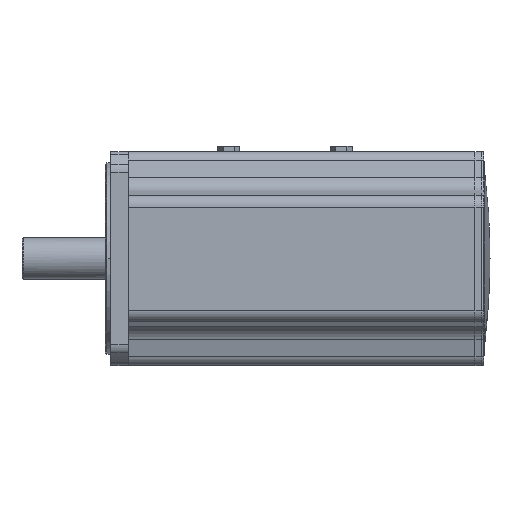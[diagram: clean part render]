
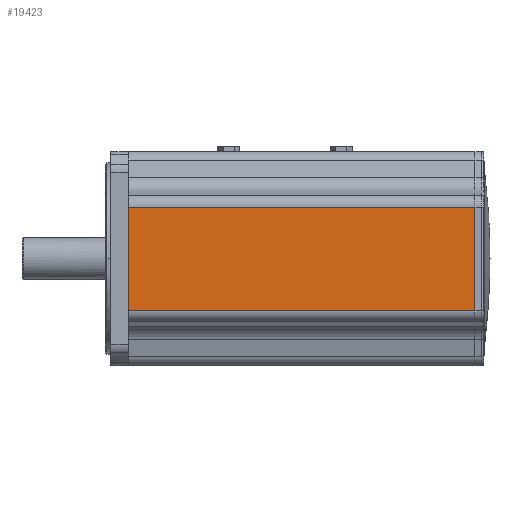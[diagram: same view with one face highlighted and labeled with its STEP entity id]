
A CAD part, front view. The second image highlights one B-rep face of the part: STEP entity #19423.
In plain terms, the highlighted planar face has unit normal (0, -1, 0).
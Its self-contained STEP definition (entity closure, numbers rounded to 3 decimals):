
#18705=DIRECTION('',(-1.,0.,0.));
#18706=VECTOR('',#18705,235.);
#18707=CARTESIAN_POINT('',(307.,-72.5,-34.941));
#18708=LINE('',#18707,#18706);
#18709=DIRECTION('',(0.,0.,1.));
#18710=VECTOR('',#18709,69.883);
#18711=CARTESIAN_POINT('',(72.,-72.5,-34.941));
#18712=LINE('',#18711,#18710);
#18713=DIRECTION('',(-1.,0.,0.));
#18714=VECTOR('',#18713,235.);
#18715=CARTESIAN_POINT('',(307.,-72.5,34.941));
#18716=LINE('',#18715,#18714);
#18717=DIRECTION('',(0.,0.,-1.));
#18718=VECTOR('',#18717,69.883);
#18719=CARTESIAN_POINT('',(307.,-72.5,34.941));
#18720=LINE('',#18719,#18718);
#19063=CARTESIAN_POINT('',(72.,-72.5,-34.941));
#19065=VERTEX_POINT('',#19063);
#19066=CARTESIAN_POINT('',(307.,-72.5,-34.941));
#19067=VERTEX_POINT('',#19066);
#19070=CARTESIAN_POINT('',(72.,-72.5,34.941));
#19072=VERTEX_POINT('',#19070);
#19076=CARTESIAN_POINT('',(307.,-72.5,34.941));
#19077=VERTEX_POINT('',#19076);
#19409=CARTESIAN_POINT('',(72.,-72.5,41.08));
#19410=DIRECTION('',(0.,-1.,0.));
#19411=DIRECTION('',(0.,0.,-1.));
#19412=AXIS2_PLACEMENT_3D('',#19409,#19410,#19411);
#19413=PLANE('',#19412);
#19415=ORIENTED_EDGE('',*,*,#19414,.T.);
#19417=ORIENTED_EDGE('',*,*,#19416,.T.);
#19418=ORIENTED_EDGE('',*,*,#19404,.F.);
#19420=ORIENTED_EDGE('',*,*,#19419,.T.);
#19421=EDGE_LOOP('',(#19415,#19417,#19418,#19420));
#19422=FACE_OUTER_BOUND('',#19421,.F.);
#19423=ADVANCED_FACE('',(#19422),#19413,.T.);
#19404=EDGE_CURVE('',#19077,#19072,#18716,.T.);
#19414=EDGE_CURVE('',#19067,#19065,#18708,.T.);
#19416=EDGE_CURVE('',#19065,#19072,#18712,.T.);
#19419=EDGE_CURVE('',#19077,#19067,#18720,.T.);
